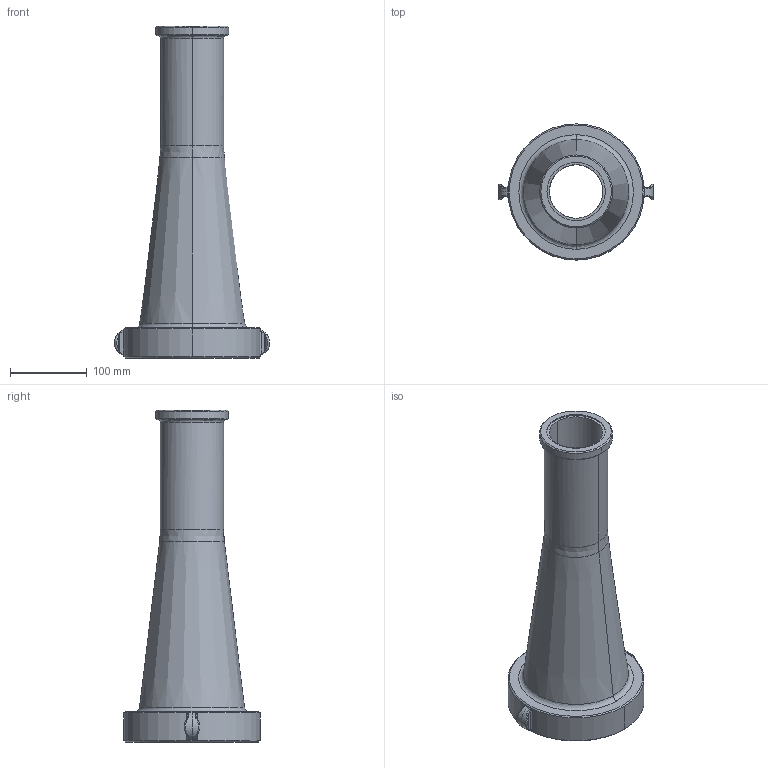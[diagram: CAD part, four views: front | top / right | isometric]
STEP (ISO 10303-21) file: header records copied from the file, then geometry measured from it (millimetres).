
FILE_DESCRIPTION (( 'STEP AP214' ), '1' );
FILE_NAME ('181-5A.STEP', '2020-03-10T14:18:25', ( '' ), ( '' ), 'SwSTEP 2.0', 'SolidWorks 2019', '' );
FILE_SCHEMA (( 'AUTOMOTIVE_DESIGN' ));
Length unit declared in the file: inch
Products named in the file (3): 66746001; 33179000; 181-5A
Assembly tree (2 placements, depth 2):
  181-5A
    66746001
    33179000
Bounding box: 202.32 x 177.8 x 433.37 mm (x, y, z)
Volume: 1078749.4 mm3; surface area: 329526.7 mm2
Topology: 2 solids, 2 shells, 109 faces, 243 edges, 145 vertices
Faces by surface type: bspline 47, cylinder 33, plane 17, cone 12
Entity records: 6083 total; most frequent: CARTESIAN_POINT 3928, ORIENTED_EDGE 486, DIRECTION 330, EDGE_CURVE 243, VERTEX_POINT 145, AXIS2_PLACEMENT_3D 139, EDGE_LOOP 120, FACE_OUTER_BOUND 109
